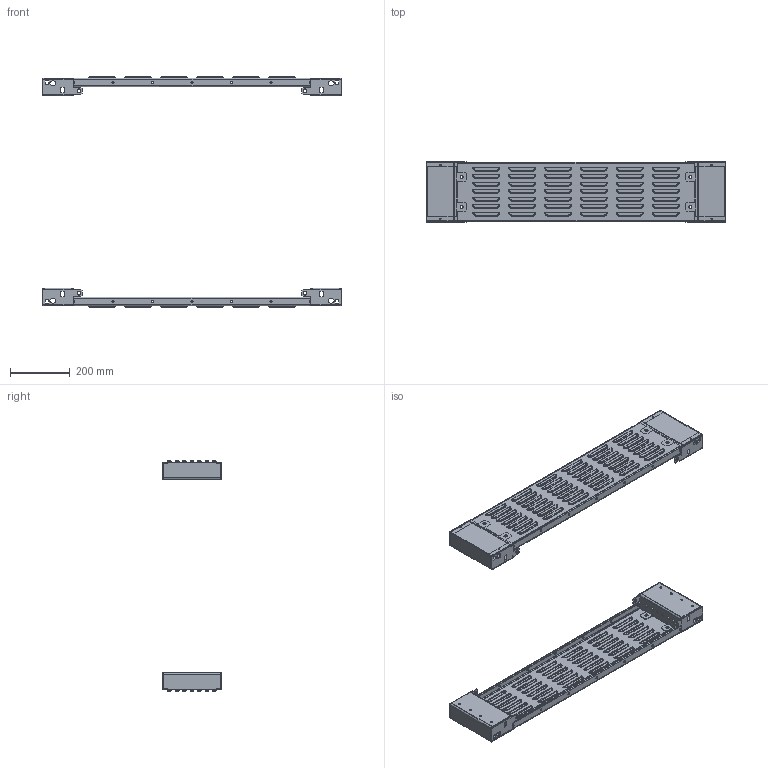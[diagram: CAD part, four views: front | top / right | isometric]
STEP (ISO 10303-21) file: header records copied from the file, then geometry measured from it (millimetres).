
FILE_DESCRIPTION(/* description */ (''),/* implementation_level */ '2;1');
FILE_NAME(/* name */ 'ZCLV20100.stp',/* time_stamp */ '2017-04-10T11:04:26+02:00',/* author */ (''),/* organization */ (''),/* preprocessor_version */ 'ST-DEVELOPER v15',/* originating_system */ 'SIEMENS PLM Software NX 9.0',/* authorisation */ '');
FILE_SCHEMA (('CONFIG_CONTROL_DESIGN'));
Products named in the file (4): tapaesquina200; zocalo3mmH200_stp; 61024_FRONTAL_ZOCALO_1000_VENTILADO; ZCLV20100_stp
Assembly tree (10 placements, depth 2):
  ZCLV20100_stp
    61024_FRONTAL_ZOCALO_1000_VENTILADO  x2
    zocalo3mmH200_stp  x4
    tapaesquina200  x4
Bounding box: 997 x 200.16 x 769 mm (x, y, z)
Volume: 1434941 mm3; surface area: 1538552 mm2
Topology: 10 solids, 10 shells, 2932 faces, 7656 edges, 4744 vertices
Faces by surface type: plane 1248, cylinder 994, bspline 690
Full cylindrical faces by diameter (mm): 4 x16, 7 x36, 10 x8, 12 x8
Entity records: 61251 total; most frequent: CARTESIAN_POINT 32399, ORIENTED_EDGE 6644, DIRECTION 4741, EDGE_CURVE 3322, VERTEX_POINT 2044, AXIS2_PLACEMENT_3D 1820, EDGE_LOOP 1460, ADVANCED_FACE 1292
